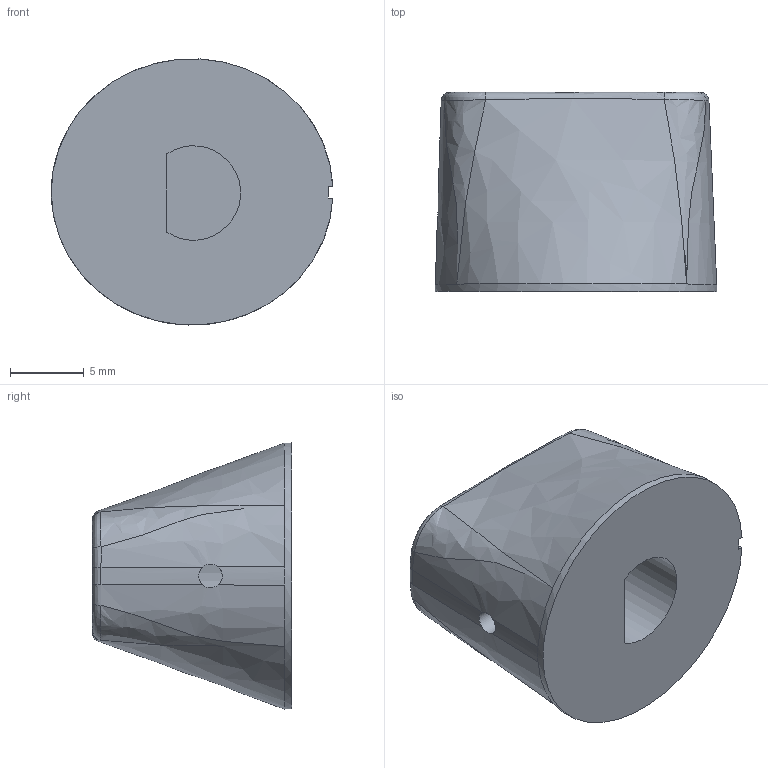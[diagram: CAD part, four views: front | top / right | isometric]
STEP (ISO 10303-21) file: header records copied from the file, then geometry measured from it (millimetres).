
FILE_DESCRIPTION(/* description */ (''),/* implementation_level */ '2;1');
FILE_NAME(/* name */ 'knob_pidp11.step',/* time_stamp */ '2019-12-04T21:14:33-06:00',/* author */ (''),/* organization */ (''),/* preprocessor_version */ 'ST-DEVELOPER v18',/* originating_system */ 'Autodesk Translation Framework v8.12.0.6',/* authorisation */ '');
FILE_SCHEMA (('AUTOMOTIVE_DESIGN { 1 0 10303 214 3 1 1 }'));
Length unit declared in the file: millimetre
Products named in the file (1): knob3.0
Bounding box: 19.08 x 13.5 x 18.03 mm (x, y, z)
Volume: 2576.1 mm3; surface area: 1341.8 mm2
Topology: 1 solids, 1 shells, 46 faces, 118 edges, 70 vertices
Faces by surface type: bspline 32, plane 8, cylinder 5, torus 1
Full cylindrical faces by diameter (mm): 1.6 x1
Entity records: 2562 total; most frequent: CARTESIAN_POINT 1602, ORIENTED_EDGE 228, DIRECTION 117, EDGE_CURVE 114, VERTEX_POINT 70, B_SPLINE_CURVE_WITH_KNOTS 55, EDGE_LOOP 48, FACE_OUTER_BOUND 46
